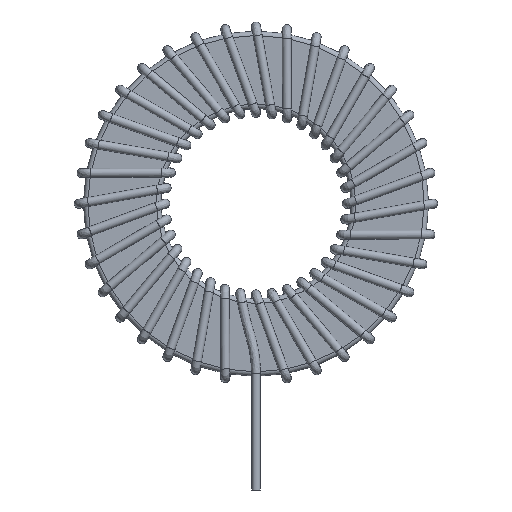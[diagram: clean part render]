
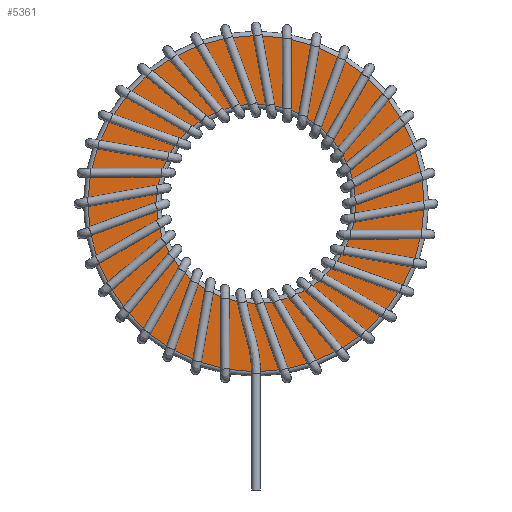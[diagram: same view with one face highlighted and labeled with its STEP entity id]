
A CAD part, left-side view. The second image highlights one B-rep face of the part: STEP entity #5361.
In plain terms, the highlighted face is planar.
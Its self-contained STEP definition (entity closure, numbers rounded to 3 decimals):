
#1043=ORIENTED_EDGE('',*,*,#1343,.T.);
#1044=ORIENTED_EDGE('',*,*,#1342,.F.);
#1342=EDGE_CURVE('',#1638,#1638,#1792,.T.);
#1343=EDGE_CURVE('',#1639,#1639,#1793,.T.);
#1638=VERTEX_POINT('',#15652);
#1639=VERTEX_POINT('',#15655);
#1792=CIRCLE('',#5741,18.8);
#1793=CIRCLE('',#5743,11.15);
#2381=EDGE_LOOP('',(#1043));
#2382=EDGE_LOOP('',(#1044));
#2973=FACE_BOUND('',#2381,.T.);
#2974=FACE_BOUND('',#2382,.T.);
#2983=PLANE('',#5748);
#5361=ADVANCED_FACE('',(#2973,#2974),#2983,.F.);
#5741=AXIS2_PLACEMENT_3D('',#15651,#6489,#6490);
#5743=AXIS2_PLACEMENT_3D('',#15654,#6493,#6494);
#5748=AXIS2_PLACEMENT_3D('',#15663,#6503,#6504);
#6489=DIRECTION('',(0.,-1.,0.));
#6490=DIRECTION('',(0.,0.,-1.));
#6493=DIRECTION('',(0.,-1.,0.));
#6494=DIRECTION('',(0.,0.,-1.));
#6503=DIRECTION('',(0.,-1.,0.));
#6504=DIRECTION('',(0.,0.,-1.));
#15651=CARTESIAN_POINT('',(0.,5.65,0.));
#15652=CARTESIAN_POINT('',(0.,5.65,-18.8));
#15654=CARTESIAN_POINT('',(0.,5.65,0.));
#15655=CARTESIAN_POINT('',(0.,5.65,-11.15));
#15663=CARTESIAN_POINT('',(-10.65,5.65,0.));
